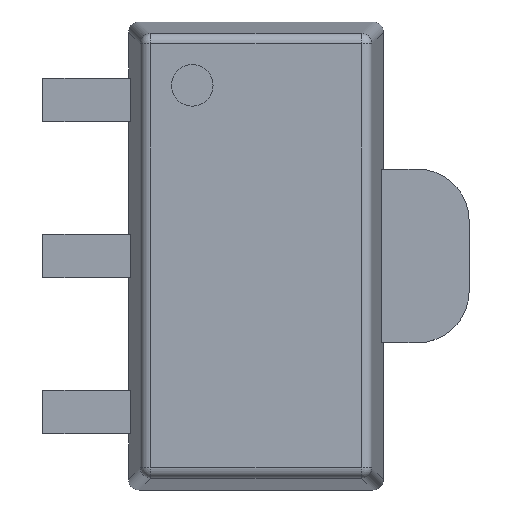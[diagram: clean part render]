
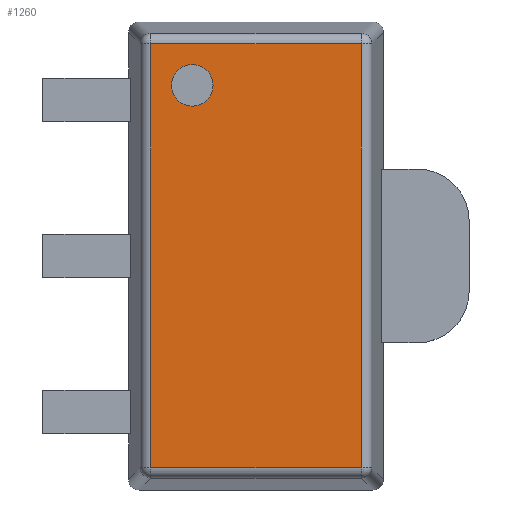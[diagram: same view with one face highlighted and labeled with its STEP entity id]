
A CAD part, top view. The second image highlights one B-rep face of the part: STEP entity #1260.
In plain terms, the highlighted planar face has unit normal (0, 0, 1).
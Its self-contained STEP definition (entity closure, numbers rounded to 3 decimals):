
#56=LINE('',#1893,#190);
#58=LINE('',#1910,#192);
#62=LINE('',#1916,#196);
#64=LINE('',#1919,#198);
#190=VECTOR('',#1534,4.077);
#192=VECTOR('',#1554,4.077);
#196=VECTOR('',#1562,2.027);
#198=VECTOR('',#1566,2.027);
#303=PLANE('',#1370);
#334=FACE_BOUND('',#445,.T.);
#373=FACE_OUTER_BOUND('',#444,.T.);
#444=EDGE_LOOP('',(#970,#971,#972,#973));
#445=EDGE_LOOP('',(#974));
#478=CIRCLE('',#1296,0.2);
#516=VERTEX_POINT('',#1770);
#555=VERTEX_POINT('',#1871);
#562=VERTEX_POINT('',#1888);
#565=VERTEX_POINT('',#1898);
#566=VERTEX_POINT('',#1902);
#626=EDGE_CURVE('',#516,#516,#478,.T.);
#684=EDGE_CURVE('',#555,#562,#56,.T.);
#692=EDGE_CURVE('',#566,#565,#58,.T.);
#696=EDGE_CURVE('',#562,#566,#62,.T.);
#698=EDGE_CURVE('',#565,#555,#64,.T.);
#970=ORIENTED_EDGE('',*,*,#692,.F.);
#971=ORIENTED_EDGE('',*,*,#696,.F.);
#972=ORIENTED_EDGE('',*,*,#684,.F.);
#973=ORIENTED_EDGE('',*,*,#698,.F.);
#974=ORIENTED_EDGE('',*,*,#626,.T.);
#1260=ADVANCED_FACE('',(#373,#334),#303,.T.);
#1296=AXIS2_PLACEMENT_3D('',#1771,#1412,#1413);
#1370=AXIS2_PLACEMENT_3D('',#1987,#1632,#1633);
#1412=DIRECTION('center_axis',(0.,0.,-1.));
#1413=DIRECTION('ref_axis',(0.,-1.,0.));
#1534=DIRECTION('',(0.,1.,0.));
#1554=DIRECTION('',(0.,-1.,0.));
#1562=DIRECTION('',(1.,0.,0.));
#1566=DIRECTION('',(-1.,0.,0.));
#1632=DIRECTION('center_axis',(0.,0.,1.));
#1633=DIRECTION('ref_axis',(1.,0.,0.));
#1770=CARTESIAN_POINT('',(-0.613,1.838,1.55));
#1771=CARTESIAN_POINT('Origin',(-0.613,1.638,1.55));
#1871=CARTESIAN_POINT('',(-1.013,-2.038,1.55));
#1888=CARTESIAN_POINT('',(-1.013,2.038,1.55));
#1893=CARTESIAN_POINT('',(-1.013,0.563,1.55));
#1898=CARTESIAN_POINT('',(1.013,-2.038,1.55));
#1902=CARTESIAN_POINT('',(1.013,2.038,1.55));
#1910=CARTESIAN_POINT('',(1.013,-0.563,1.55));
#1916=CARTESIAN_POINT('',(0.306,2.038,1.55));
#1919=CARTESIAN_POINT('',(-0.306,-2.038,1.55));
#1987=CARTESIAN_POINT('Origin',(0.,0.,1.55));
